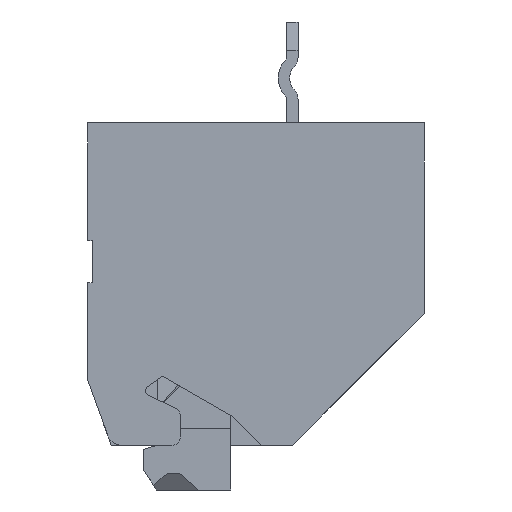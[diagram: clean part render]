
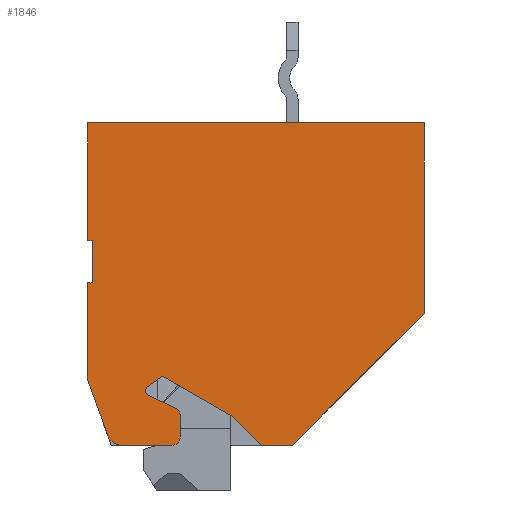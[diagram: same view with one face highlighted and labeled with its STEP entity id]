
A CAD part, front view. The second image highlights one B-rep face of the part: STEP entity #1846.
In plain terms, the highlighted planar face has unit normal (0, -1, 0).
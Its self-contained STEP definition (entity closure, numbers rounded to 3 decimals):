
#272=DIRECTION('',(0.,0.,-1.));
#273=VECTOR('',#272,4.2);
#274=CARTESIAN_POINT('',(0.,0.,-3.6));
#275=LINE('',#274,#273);
#284=DIRECTION('',(1.,0.,0.));
#285=VECTOR('',#284,0.15);
#286=CARTESIAN_POINT('',(0.,0.,-7.8));
#287=LINE('',#286,#285);
#296=DIRECTION('',(0.,0.,-1.));
#297=VECTOR('',#296,1.5);
#298=CARTESIAN_POINT('',(0.15,0.,-7.8));
#299=LINE('',#298,#297);
#308=DIRECTION('',(-1.,0.,0.));
#309=VECTOR('',#308,0.15);
#310=CARTESIAN_POINT('',(0.15,0.,-9.3));
#311=LINE('',#310,#309);
#320=DIRECTION('',(0.,0.,-1.));
#321=VECTOR('',#320,3.5);
#322=CARTESIAN_POINT('',(0.,0.,-9.3));
#323=LINE('',#322,#321);
#337=DIRECTION('',(1.,0.,0.));
#338=VECTOR('',#337,12.);
#339=CARTESIAN_POINT('',(0.,0.,-3.6));
#340=LINE('',#339,#338);
#341=DIRECTION('',(0.,0.,-1.));
#342=VECTOR('',#341,6.8);
#343=CARTESIAN_POINT('',(12.,0.,-3.6));
#344=LINE('',#343,#342);
#345=DIRECTION('',(-0.707,0.,-0.707));
#346=VECTOR('',#345,6.647);
#347=CARTESIAN_POINT('',(12.,0.,-10.4));
#348=LINE('',#347,#346);
#349=DIRECTION('',(-0.707,0.,0.707));
#350=VECTOR('',#349,1.414);
#351=CARTESIAN_POINT('',(6.2,0.,-15.1));
#352=LINE('',#351,#350);
#353=DIRECTION('',(-0.866,0.,0.5));
#354=VECTOR('',#353,2.929);
#355=CARTESIAN_POINT('',(5.2,0.,-14.1));
#356=LINE('',#355,#354);
#357=DIRECTION('',(-0.819,0.,-0.574));
#358=VECTOR('',#357,0.623);
#359=CARTESIAN_POINT('',(2.663,0.,-12.635));
#360=LINE('',#359,#358);
#361=CARTESIAN_POINT('',(2.268,0.,-13.157));
#362=DIRECTION('',(0.,-1.,0.));
#363=DIRECTION('',(-0.574,0.,0.819));
#364=AXIS2_PLACEMENT_3D('',#361,#362,#363);
#366=DIRECTION('',(0.906,0.,-0.423));
#367=VECTOR('',#366,1.041);
#368=CARTESIAN_POINT('',(2.183,0.,-13.338));
#369=LINE('',#368,#367);
#370=CARTESIAN_POINT('',(3.,0.,-14.05));
#371=DIRECTION('',(0.,1.,0.));
#372=DIRECTION('',(0.423,0.,0.906));
#373=AXIS2_PLACEMENT_3D('',#370,#371,#372);
#375=CARTESIAN_POINT('',(3.,0.,-14.8));
#376=DIRECTION('',(0.,1.,0.));
#377=DIRECTION('',(1.,0.,0.));
#378=AXIS2_PLACEMENT_3D('',#375,#376,#377);
#380=CARTESIAN_POINT('',(1.187,0.,-14.6));
#381=DIRECTION('',(0.,1.,0.));
#382=DIRECTION('',(0.,0.,-1.));
#383=AXIS2_PLACEMENT_3D('',#380,#381,#382);
#385=DIRECTION('',(-0.342,0.,0.94));
#386=VECTOR('',#385,2.098);
#387=CARTESIAN_POINT('',(0.717,0.,-14.771));
#388=LINE('',#387,#386);
#500=DIRECTION('',(1.,0.,0.));
#501=VECTOR('',#500,1.813);
#502=CARTESIAN_POINT('',(1.187,0.,-15.1));
#503=LINE('',#502,#501);
#804=DIRECTION('',(0.,0.,1.));
#805=VECTOR('',#804,0.75);
#806=CARTESIAN_POINT('',(3.3,0.,-14.8));
#807=LINE('',#806,#805);
#841=DIRECTION('',(1.,0.,0.));
#842=VECTOR('',#841,1.1);
#843=CARTESIAN_POINT('',(6.2,0.,-15.1));
#844=LINE('',#843,#842);
#1042=CARTESIAN_POINT('',(12.,0.,-3.6));
#1043=VERTEX_POINT('',#1042);
#1046=CARTESIAN_POINT('',(0.,0.,-3.6));
#1047=VERTEX_POINT('',#1046);
#1048=CARTESIAN_POINT('',(12.,0.,-10.4));
#1049=VERTEX_POINT('',#1048);
#1050=CARTESIAN_POINT('',(7.3,0.,-15.1));
#1051=VERTEX_POINT('',#1050);
#1052=CARTESIAN_POINT('',(6.2,0.,-15.1));
#1053=CARTESIAN_POINT('',(5.2,0.,-14.1));
#1054=VERTEX_POINT('',#1052);
#1055=VERTEX_POINT('',#1053);
#1056=CARTESIAN_POINT('',(2.663,0.,-12.635));
#1057=VERTEX_POINT('',#1056);
#1058=CARTESIAN_POINT('',(2.153,0.,-12.993));
#1059=VERTEX_POINT('',#1058);
#1060=CARTESIAN_POINT('',(2.183,0.,-13.338));
#1061=VERTEX_POINT('',#1060);
#1062=CARTESIAN_POINT('',(3.127,0.,-13.778));
#1063=VERTEX_POINT('',#1062);
#1064=CARTESIAN_POINT('',(3.3,0.,-14.05));
#1065=VERTEX_POINT('',#1064);
#1066=CARTESIAN_POINT('',(3.3,0.,-14.8));
#1067=CARTESIAN_POINT('',(3.,0.,-15.1));
#1068=VERTEX_POINT('',#1066);
#1069=VERTEX_POINT('',#1067);
#1070=CARTESIAN_POINT('',(1.187,0.,-15.1));
#1071=CARTESIAN_POINT('',(0.717,0.,-14.771));
#1072=VERTEX_POINT('',#1070);
#1073=VERTEX_POINT('',#1071);
#1074=CARTESIAN_POINT('',(0.,0.,-12.8));
#1075=VERTEX_POINT('',#1074);
#1076=CARTESIAN_POINT('',(0.,0.,-7.8));
#1077=VERTEX_POINT('',#1076);
#1080=CARTESIAN_POINT('',(0.15,0.,-7.8));
#1081=VERTEX_POINT('',#1080);
#1082=CARTESIAN_POINT('',(0.15,0.,-9.3));
#1083=VERTEX_POINT('',#1082);
#1084=CARTESIAN_POINT('',(0.,0.,-9.3));
#1085=VERTEX_POINT('',#1084);
#1807=CARTESIAN_POINT('',(6.,0.,-9.35));
#1808=DIRECTION('',(0.,1.,0.));
#1809=DIRECTION('',(1.,0.,0.));
#1810=AXIS2_PLACEMENT_3D('',#1807,#1808,#1809);
#1811=PLANE('',#1810);
#1812=ORIENTED_EDGE('',*,*,#1710,.F.);
#1814=ORIENTED_EDGE('',*,*,#1813,.T.);
#1815=ORIENTED_EDGE('',*,*,#1632,.T.);
#1817=ORIENTED_EDGE('',*,*,#1816,.T.);
#1819=ORIENTED_EDGE('',*,*,#1818,.F.);
#1821=ORIENTED_EDGE('',*,*,#1820,.T.);
#1823=ORIENTED_EDGE('',*,*,#1822,.T.);
#1825=ORIENTED_EDGE('',*,*,#1824,.T.);
#1827=ORIENTED_EDGE('',*,*,#1826,.T.);
#1829=ORIENTED_EDGE('',*,*,#1828,.T.);
#1831=ORIENTED_EDGE('',*,*,#1830,.T.);
#1833=ORIENTED_EDGE('',*,*,#1832,.F.);
#1835=ORIENTED_EDGE('',*,*,#1834,.T.);
#1837=ORIENTED_EDGE('',*,*,#1836,.F.);
#1838=ORIENTED_EDGE('',*,*,#1800,.T.);
#1839=ORIENTED_EDGE('',*,*,#1788,.T.);
#1840=ORIENTED_EDGE('',*,*,#1770,.F.);
#1841=ORIENTED_EDGE('',*,*,#1755,.F.);
#1842=ORIENTED_EDGE('',*,*,#1740,.F.);
#1843=ORIENTED_EDGE('',*,*,#1725,.F.);
#1844=EDGE_LOOP('',(#1812,#1814,#1815,#1817,#1819,#1821,#1823,#1825,#1827,#1829,
#1831,#1833,#1835,#1837,#1838,#1839,#1840,#1841,#1842,#1843));
#1845=FACE_OUTER_BOUND('',#1844,.F.);
#365=CIRCLE('',#364,0.2);
#374=CIRCLE('',#373,0.3);
#379=CIRCLE('',#378,0.3);
#384=CIRCLE('',#383,0.5);
#1632=EDGE_CURVE('',#1043,#1049,#344,.T.);
#1710=EDGE_CURVE('',#1047,#1077,#275,.T.);
#1725=EDGE_CURVE('',#1077,#1081,#287,.T.);
#1740=EDGE_CURVE('',#1081,#1083,#299,.T.);
#1755=EDGE_CURVE('',#1083,#1085,#311,.T.);
#1770=EDGE_CURVE('',#1085,#1075,#323,.T.);
#1788=EDGE_CURVE('',#1073,#1075,#388,.T.);
#1800=EDGE_CURVE('',#1072,#1073,#384,.T.);
#1813=EDGE_CURVE('',#1047,#1043,#340,.T.);
#1816=EDGE_CURVE('',#1049,#1051,#348,.T.);
#1818=EDGE_CURVE('',#1054,#1051,#844,.T.);
#1820=EDGE_CURVE('',#1054,#1055,#352,.T.);
#1822=EDGE_CURVE('',#1055,#1057,#356,.T.);
#1824=EDGE_CURVE('',#1057,#1059,#360,.T.);
#1826=EDGE_CURVE('',#1059,#1061,#365,.T.);
#1828=EDGE_CURVE('',#1061,#1063,#369,.T.);
#1830=EDGE_CURVE('',#1063,#1065,#374,.T.);
#1832=EDGE_CURVE('',#1068,#1065,#807,.T.);
#1834=EDGE_CURVE('',#1068,#1069,#379,.T.);
#1836=EDGE_CURVE('',#1072,#1069,#503,.T.);
#1846=ADVANCED_FACE('',(#1845),#1811,.F.);
